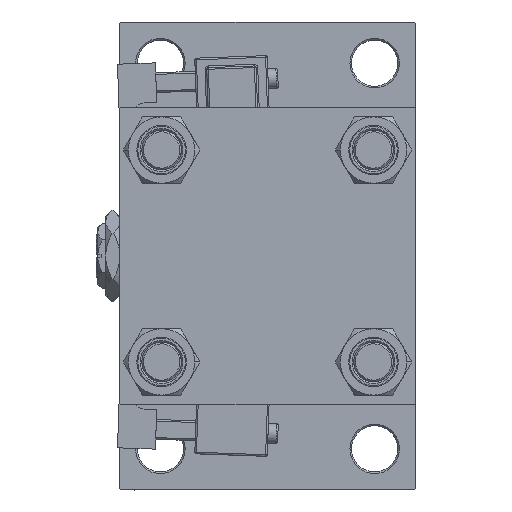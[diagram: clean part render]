
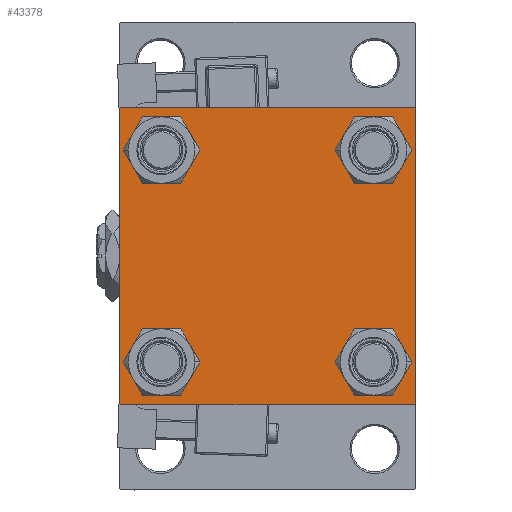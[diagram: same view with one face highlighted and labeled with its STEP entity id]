
A CAD part, left-side view. The second image highlights one B-rep face of the part: STEP entity #43378.
In plain terms, the highlighted planar face has unit normal (-1, 0, 0).
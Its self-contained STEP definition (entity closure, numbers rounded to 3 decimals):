
#834 = DIRECTION ( 'NONE',  ( 0., 0., -1. ) ) ;
#1099 = CIRCLE ( 'NONE', #48363, 6.5 ) ;
#1216 = LINE ( 'NONE', #33180, #43777 ) ;
#1511 = CARTESIAN_POINT ( 'NONE',  ( 0., 45., -44.5 ) ) ;
#1655 = VECTOR ( 'NONE', #3011, 1000. ) ;
#1860 = DIRECTION ( 'NONE',  ( 1., 0., 0. ) ) ;
#2962 = LINE ( 'NONE', #30605, #16653 ) ;
#3011 = DIRECTION ( 'NONE',  ( 0., 0., -1. ) ) ;
#3023 = CARTESIAN_POINT ( 'NONE',  ( 0., 45., -45. ) ) ;
#3187 = ORIENTED_EDGE ( 'NONE', *, *, #25423, .T. ) ;
#3342 = VECTOR ( 'NONE', #9844, 1000. ) ;
#3378 = VECTOR ( 'NONE', #24631, 1000. ) ;
#4691 = CIRCLE ( 'NONE', #41590, 6.5 ) ;
#4704 = ORIENTED_EDGE ( 'NONE', *, *, #38629, .T. ) ;
#5104 = DIRECTION ( 'NONE',  ( 1., 0., 0. ) ) ;
#5292 = DIRECTION ( 'NONE',  ( 0., 0., 1. ) ) ;
#5452 = CIRCLE ( 'NONE', #28613, 6.5 ) ;
#5752 = CARTESIAN_POINT ( 'NONE',  ( 0., -44.5, -45. ) ) ;
#6308 = DIRECTION ( 'NONE',  ( 0., 0., 1. ) ) ;
#6664 = DIRECTION ( 'NONE',  ( 0., 0., 1. ) ) ;
#6694 = CARTESIAN_POINT ( 'NONE',  ( 0., -32.15, -32.15 ) ) ;
#7115 = DIRECTION ( 'NONE',  ( 1., 0., 0. ) ) ;
#8925 = EDGE_CURVE ( 'NONE', #12600, #12925, #51759, .T. ) ;
#8951 = AXIS2_PLACEMENT_3D ( 'NONE', #6694, #1860, #51067 ) ;
#9195 = DIRECTION ( 'NONE',  ( 1., 0., 0. ) ) ;
#9844 = DIRECTION ( 'NONE',  ( 0., -0.707, -0.707 ) ) ;
#10472 = CARTESIAN_POINT ( 'NONE',  ( 0., -32.15, 38.65 ) ) ;
#11149 = EDGE_CURVE ( 'NONE', #13822, #34858, #5452, .T. ) ;
#12600 = VERTEX_POINT ( 'NONE', #5752 ) ;
#12653 = EDGE_CURVE ( 'NONE', #25075, #25179, #1099, .T. ) ;
#12925 = VERTEX_POINT ( 'NONE', #46267 ) ;
#13307 = DIRECTION ( 'NONE',  ( 0., 0.707, 0.707 ) ) ;
#13353 = CARTESIAN_POINT ( 'NONE',  ( 0., -32.15, 32.15 ) ) ;
#13421 = CARTESIAN_POINT ( 'NONE',  ( 0., 32.15, -32.15 ) ) ;
#13822 = VERTEX_POINT ( 'NONE', #10472 ) ;
#13874 = VERTEX_POINT ( 'NONE', #42724 ) ;
#14160 = DIRECTION ( 'NONE',  ( 1., 0., 0. ) ) ;
#14174 = DIRECTION ( 'NONE',  ( 0., 0., 1. ) ) ;
#14246 = CARTESIAN_POINT ( 'NONE',  ( 0., -45., 44.5 ) ) ;
#16302 = CARTESIAN_POINT ( 'NONE',  ( 0., 45., 45. ) ) ;
#16460 = AXIS2_PLACEMENT_3D ( 'NONE', #34427, #9195, #46016 ) ;
#16653 = VECTOR ( 'NONE', #19360, 1000. ) ;
#16808 = EDGE_LOOP ( 'NONE', ( #47180, #19797 ) ) ;
#16833 = LINE ( 'NONE', #16302, #3378 ) ;
#17072 = VECTOR ( 'NONE', #834, 1000. ) ;
#17182 = ORIENTED_EDGE ( 'NONE', *, *, #44670, .T. ) ;
#17435 = VERTEX_POINT ( 'NONE', #21950 ) ;
#17499 = CIRCLE ( 'NONE', #8951, 6.5 ) ;
#18263 = PLANE ( 'NONE',  #22421 ) ;
#18789 = FACE_BOUND ( 'NONE', #53026, .T. ) ;
#18848 = EDGE_CURVE ( 'NONE', #30902, #12600, #22889, .T. ) ;
#19162 = VERTEX_POINT ( 'NONE', #28888 ) ;
#19272 = ORIENTED_EDGE ( 'NONE', *, *, #38335, .T. ) ;
#19360 = DIRECTION ( 'NONE',  ( 0., 0.707, -0.707 ) ) ;
#19588 = VERTEX_POINT ( 'NONE', #14246 ) ;
#19797 = ORIENTED_EDGE ( 'NONE', *, *, #12653, .T. ) ;
#19798 = CARTESIAN_POINT ( 'NONE',  ( 0., 44.5, -45. ) ) ;
#20434 = VECTOR ( 'NONE', #23424, 1000. ) ;
#20629 = ORIENTED_EDGE ( 'NONE', *, *, #11149, .T. ) ;
#20819 = VERTEX_POINT ( 'NONE', #23320 ) ;
#21024 = AXIS2_PLACEMENT_3D ( 'NONE', #43943, #7115, #6308 ) ;
#21049 = EDGE_CURVE ( 'NONE', #52076, #30902, #21933, .T. ) ;
#21826 = EDGE_CURVE ( 'NONE', #19588, #12925, #46261, .T. ) ;
#21933 = LINE ( 'NONE', #50418, #3342 ) ;
#21950 = CARTESIAN_POINT ( 'NONE',  ( 0., -32.15, -25.65 ) ) ;
#22071 = CARTESIAN_POINT ( 'NONE',  ( 0., -45., 45. ) ) ;
#22214 = EDGE_CURVE ( 'NONE', #19588, #13874, #1216, .T. ) ;
#22238 = DIRECTION ( 'NONE',  ( 1., 0., 0. ) ) ;
#22288 = FACE_OUTER_BOUND ( 'NONE', #23554, .T. ) ;
#22421 = AXIS2_PLACEMENT_3D ( 'NONE', #26578, #34093, #38683 ) ;
#22497 = CIRCLE ( 'NONE', #40541, 6.5 ) ;
#22528 = DIRECTION ( 'NONE',  ( 1., 0., 0. ) ) ;
#22558 = FACE_BOUND ( 'NONE', #39865, .T. ) ;
#22889 = LINE ( 'NONE', #3023, #20434 ) ;
#23320 = CARTESIAN_POINT ( 'NONE',  ( 0., 45., 44.5 ) ) ;
#23411 = LINE ( 'NONE', #39829, #1655 ) ;
#23424 = DIRECTION ( 'NONE',  ( 0., -1., 0. ) ) ;
#23554 = EDGE_LOOP ( 'NONE', ( #42115, #35917, #43379, #46951, #26949, #41748, #28745, #19272 ) ) ;
#23996 = DIRECTION ( 'NONE',  ( 0., 0., 1. ) ) ;
#24631 = DIRECTION ( 'NONE',  ( 0., -1., 0. ) ) ;
#24807 = EDGE_CURVE ( 'NONE', #19162, #13874, #16833, .T. ) ;
#25075 = VERTEX_POINT ( 'NONE', #27288 ) ;
#25179 = VERTEX_POINT ( 'NONE', #34426 ) ;
#25357 = EDGE_CURVE ( 'NONE', #20819, #52076, #23411, .T. ) ;
#25423 = EDGE_CURVE ( 'NONE', #34858, #13822, #48905, .T. ) ;
#26578 = CARTESIAN_POINT ( 'NONE',  ( 0., 0., 0. ) ) ;
#26949 = ORIENTED_EDGE ( 'NONE', *, *, #21826, .F. ) ;
#27288 = CARTESIAN_POINT ( 'NONE',  ( 0., 32.15, 25.65 ) ) ;
#28613 = AXIS2_PLACEMENT_3D ( 'NONE', #42954, #22528, #6664 ) ;
#28661 = CARTESIAN_POINT ( 'NONE',  ( 0., -32.15, 25.65 ) ) ;
#28745 = ORIENTED_EDGE ( 'NONE', *, *, #24807, .F. ) ;
#28888 = CARTESIAN_POINT ( 'NONE',  ( 0., 44.5, 45. ) ) ;
#30605 = CARTESIAN_POINT ( 'NONE',  ( 0., 44.75, 44.75 ) ) ;
#30902 = VERTEX_POINT ( 'NONE', #19798 ) ;
#31309 = CARTESIAN_POINT ( 'NONE',  ( 0., -44.75, -44.75 ) ) ;
#33180 = CARTESIAN_POINT ( 'NONE',  ( 0., -44.75, 44.75 ) ) ;
#34093 = DIRECTION ( 'NONE',  ( -1., 0., 0. ) ) ;
#34162 = CARTESIAN_POINT ( 'NONE',  ( 0., 32.15, -25.65 ) ) ;
#34368 = ORIENTED_EDGE ( 'NONE', *, *, #45861, .T. ) ;
#34426 = CARTESIAN_POINT ( 'NONE',  ( 0., 32.15, 38.65 ) ) ;
#34427 = CARTESIAN_POINT ( 'NONE',  ( 0., -32.15, -32.15 ) ) ;
#34858 = VERTEX_POINT ( 'NONE', #28661 ) ;
#35823 = CARTESIAN_POINT ( 'NONE',  ( 0., 32.15, 32.15 ) ) ;
#35917 = ORIENTED_EDGE ( 'NONE', *, *, #21049, .T. ) ;
#36356 = DIRECTION ( 'NONE',  ( 1., 0., 0. ) ) ;
#37406 = EDGE_CURVE ( 'NONE', #17435, #50562, #17499, .T. ) ;
#37777 = VERTEX_POINT ( 'NONE', #39631 ) ;
#38160 = DIRECTION ( 'NONE',  ( 0., 0., 1. ) ) ;
#38335 = EDGE_CURVE ( 'NONE', #19162, #20819, #2962, .T. ) ;
#38417 = FACE_BOUND ( 'NONE', #49587, .T. ) ;
#38629 = EDGE_CURVE ( 'NONE', #37777, #45567, #4691, .T. ) ;
#38683 = DIRECTION ( 'NONE',  ( 0., 0., 1. ) ) ;
#39631 = CARTESIAN_POINT ( 'NONE',  ( 0., 32.15, -38.65 ) ) ;
#39663 = CIRCLE ( 'NONE', #16460, 6.5 ) ;
#39747 = EDGE_CURVE ( 'NONE', #25179, #25075, #42475, .T. ) ;
#39757 = ORIENTED_EDGE ( 'NONE', *, *, #37406, .T. ) ;
#39829 = CARTESIAN_POINT ( 'NONE',  ( 0., 45., 45. ) ) ;
#39865 = EDGE_LOOP ( 'NONE', ( #34368, #4704 ) ) ;
#40541 = AXIS2_PLACEMENT_3D ( 'NONE', #13421, #5104, #38160 ) ;
#41590 = AXIS2_PLACEMENT_3D ( 'NONE', #43741, #22238, #14174 ) ;
#41748 = ORIENTED_EDGE ( 'NONE', *, *, #22214, .T. ) ;
#42115 = ORIENTED_EDGE ( 'NONE', *, *, #25357, .T. ) ;
#42475 = CIRCLE ( 'NONE', #21024, 6.5 ) ;
#42724 = CARTESIAN_POINT ( 'NONE',  ( 0., -44.5, 45. ) ) ;
#42884 = DIRECTION ( 'NONE',  ( 0., -0.707, 0.707 ) ) ;
#42954 = CARTESIAN_POINT ( 'NONE',  ( 0., -32.15, 32.15 ) ) ;
#43378 = ADVANCED_FACE ( 'NONE', ( #38417, #18789, #22558, #50514, #22288 ), #18263, .T. ) ;
#43379 = ORIENTED_EDGE ( 'NONE', *, *, #18848, .T. ) ;
#43741 = CARTESIAN_POINT ( 'NONE',  ( 0., 32.15, -32.15 ) ) ;
#43777 = VECTOR ( 'NONE', #13307, 1000. ) ;
#43943 = CARTESIAN_POINT ( 'NONE',  ( 0., 32.15, 32.15 ) ) ;
#44670 = EDGE_CURVE ( 'NONE', #50562, #17435, #39663, .T. ) ;
#45567 = VERTEX_POINT ( 'NONE', #34162 ) ;
#45861 = EDGE_CURVE ( 'NONE', #45567, #37777, #22497, .T. ) ;
#46016 = DIRECTION ( 'NONE',  ( 0., 0., 1. ) ) ;
#46261 = LINE ( 'NONE', #22071, #17072 ) ;
#46267 = CARTESIAN_POINT ( 'NONE',  ( 0., -45., -44.5 ) ) ;
#46951 = ORIENTED_EDGE ( 'NONE', *, *, #8925, .T. ) ;
#47180 = ORIENTED_EDGE ( 'NONE', *, *, #39747, .T. ) ;
#48363 = AXIS2_PLACEMENT_3D ( 'NONE', #35823, #36356, #23996 ) ;
#48905 = CIRCLE ( 'NONE', #51479, 6.5 ) ;
#49165 = VECTOR ( 'NONE', #42884, 1000. ) ;
#49587 = EDGE_LOOP ( 'NONE', ( #20629, #3187 ) ) ;
#50418 = CARTESIAN_POINT ( 'NONE',  ( 0., 44.75, -44.75 ) ) ;
#50514 = FACE_BOUND ( 'NONE', #16808, .T. ) ;
#50562 = VERTEX_POINT ( 'NONE', #52708 ) ;
#51067 = DIRECTION ( 'NONE',  ( 0., 0., 1. ) ) ;
#51479 = AXIS2_PLACEMENT_3D ( 'NONE', #13353, #14160, #5292 ) ;
#51759 = LINE ( 'NONE', #31309, #49165 ) ;
#52076 = VERTEX_POINT ( 'NONE', #1511 ) ;
#52708 = CARTESIAN_POINT ( 'NONE',  ( 0., -32.15, -38.65 ) ) ;
#53026 = EDGE_LOOP ( 'NONE', ( #39757, #17182 ) ) ;
